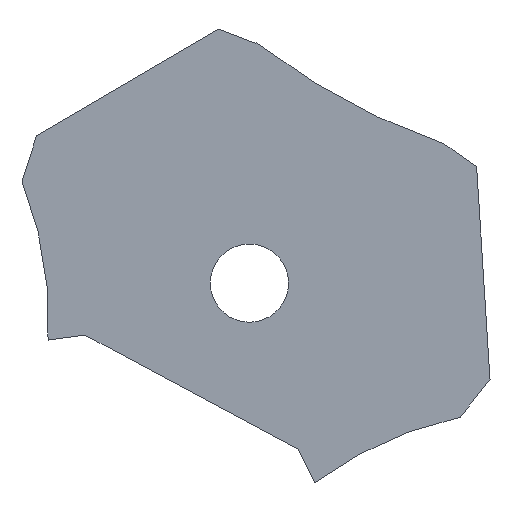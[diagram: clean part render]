
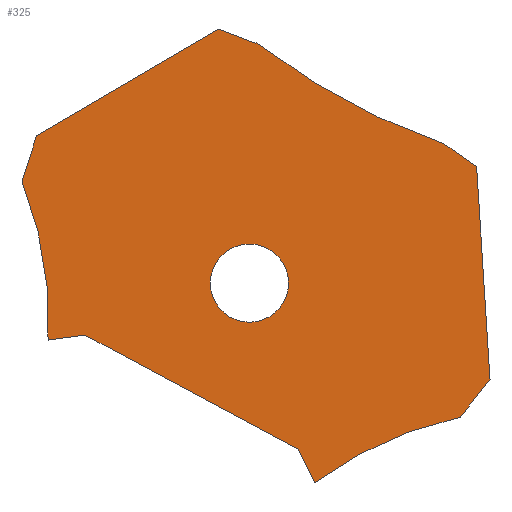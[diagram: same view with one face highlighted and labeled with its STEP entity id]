
A CAD part, front view. The second image highlights one B-rep face of the part: STEP entity #325.
In plain terms, the highlighted planar face has unit normal (0, -1, 0).
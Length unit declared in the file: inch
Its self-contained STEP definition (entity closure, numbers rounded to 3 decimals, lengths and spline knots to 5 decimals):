
#16=FACE_BOUND('',#73,.T.);
#25=PLANE('',#360);
#26=B_SPLINE_CURVE_WITH_KNOTS('',3,(#459,#460,#461,#462),.UNSPECIFIED.,
 .F.,.F.,(4,4),(3.47209,3.67182),.UNSPECIFIED.);
#28=B_SPLINE_CURVE_WITH_KNOTS('',3,(#484,#485,#486,#487),.UNSPECIFIED.,
 .F.,.F.,(4,4),(1.48603,1.68575),.UNSPECIFIED.);
#30=B_SPLINE_CURVE_WITH_KNOTS('',3,(#521,#522,#523,#524),.UNSPECIFIED.,
 .F.,.F.,(4,4),(-0.20971,0.),.UNSPECIFIED.);
#32=B_SPLINE_CURVE_WITH_KNOTS('',3,(#558,#559,#560,#561),.UNSPECIFIED.,
 .F.,.F.,(4,4),(-0.20902,-0.00659),.UNSPECIFIED.);
#54=FACE_OUTER_BOUND('',#72,.T.);
#72=EDGE_LOOP('',(#290,#291,#292,#293,#294,#295,#296,#297,#298,#299,#300,
#301,#302,#303));
#73=EDGE_LOOP('',(#304));
#78=LINE('',#471,#107);
#83=LINE('',#502,#112);
#86=LINE('',#508,#115);
#91=LINE('',#539,#120);
#94=LINE('',#545,#123);
#98=LINE('',#570,#127);
#101=LINE('',#575,#130);
#107=VECTOR('',#381,0.3937);
#112=VECTOR('',#394,0.3937);
#115=VECTOR('',#399,0.3937);
#120=VECTOR('',#412,0.3937);
#123=VECTOR('',#417,0.3937);
#127=VECTOR('',#423,0.3937);
#130=VECTOR('',#428,0.3937);
#133=CIRCLE('',#342,0.06299);
#134=CIRCLE('',#344,0.60048);
#136=CIRCLE('',#348,0.6005);
#138=CIRCLE('',#353,1.03);
#141=VERTEX_POINT('',#438);
#142=VERTEX_POINT('',#442);
#143=VERTEX_POINT('',#443);
#146=VERTEX_POINT('',#458);
#148=VERTEX_POINT('',#470);
#150=VERTEX_POINT('',#483);
#152=VERTEX_POINT('',#495);
#154=VERTEX_POINT('',#501);
#156=VERTEX_POINT('',#507);
#158=VERTEX_POINT('',#520);
#160=VERTEX_POINT('',#532);
#162=VERTEX_POINT('',#538);
#164=VERTEX_POINT('',#544);
#166=VERTEX_POINT('',#557);
#168=VERTEX_POINT('',#569);
#172=EDGE_CURVE('',#141,#141,#133,.T.);
#173=EDGE_CURVE('',#142,#143,#134,.T.);
#177=EDGE_CURVE('',#143,#146,#26,.T.);
#180=EDGE_CURVE('',#148,#146,#78,.T.);
#183=EDGE_CURVE('',#148,#150,#28,.T.);
#186=EDGE_CURVE('',#150,#152,#136,.T.);
#189=EDGE_CURVE('',#154,#152,#83,.T.);
#192=EDGE_CURVE('',#156,#154,#86,.T.);
#195=EDGE_CURVE('',#158,#156,#30,.T.);
#198=EDGE_CURVE('',#158,#160,#138,.T.);
#201=EDGE_CURVE('',#162,#160,#91,.T.);
#204=EDGE_CURVE('',#164,#162,#94,.T.);
#207=EDGE_CURVE('',#166,#164,#32,.T.);
#210=EDGE_CURVE('',#168,#166,#98,.T.);
#213=EDGE_CURVE('',#142,#168,#101,.T.);
#290=ORIENTED_EDGE('',*,*,#213,.F.);
#291=ORIENTED_EDGE('',*,*,#173,.T.);
#292=ORIENTED_EDGE('',*,*,#177,.T.);
#293=ORIENTED_EDGE('',*,*,#180,.F.);
#294=ORIENTED_EDGE('',*,*,#183,.T.);
#295=ORIENTED_EDGE('',*,*,#186,.T.);
#296=ORIENTED_EDGE('',*,*,#189,.F.);
#297=ORIENTED_EDGE('',*,*,#192,.F.);
#298=ORIENTED_EDGE('',*,*,#195,.F.);
#299=ORIENTED_EDGE('',*,*,#198,.T.);
#300=ORIENTED_EDGE('',*,*,#201,.F.);
#301=ORIENTED_EDGE('',*,*,#204,.F.);
#302=ORIENTED_EDGE('',*,*,#207,.F.);
#303=ORIENTED_EDGE('',*,*,#210,.F.);
#304=ORIENTED_EDGE('',*,*,#172,.F.);
#325=ADVANCED_FACE('',(#54,#16),#25,.F.);
#342=AXIS2_PLACEMENT_3D('',#440,#368,#369);
#344=AXIS2_PLACEMENT_3D('',#444,#372,#373);
#348=AXIS2_PLACEMENT_3D('',#496,#387,#388);
#353=AXIS2_PLACEMENT_3D('',#533,#405,#406);
#360=AXIS2_PLACEMENT_3D('',#578,#432,#433);
#368=DIRECTION('center_axis',(0.,-1.,0.));
#369=DIRECTION('ref_axis',(-1.,0.,0.));
#372=DIRECTION('center_axis',(0.,1.,0.));
#373=DIRECTION('ref_axis',(-0.347,0.,0.938));
#381=DIRECTION('',(-0.881,0.,0.472));
#387=DIRECTION('center_axis',(0.,1.,0.));
#388=DIRECTION('ref_axis',(-0.598,0.,0.802));
#394=DIRECTION('',(-0.622,0.,-0.783));
#399=DIRECTION('',(0.063,0.,-0.998));
#405=DIRECTION('center_axis',(0.,1.,0.));
#406=DIRECTION('ref_axis',(-0.322,0.,-0.947));
#412=DIRECTION('',(0.787,0.,0.616));
#417=DIRECTION('',(0.796,0.,-0.606));
#423=DIRECTION('',(0.863,0.,0.506));
#428=DIRECTION('',(0.304,0.,0.953));
#432=DIRECTION('center_axis',(0.,1.,0.));
#433=DIRECTION('ref_axis',(-1.,0.,0.));
#438=CARTESIAN_POINT('',(1.37611,3.95261,2.26272));
#440=CARTESIAN_POINT('Origin',(1.31312,3.95261,2.26272));
#442=CARTESIAN_POINT('',(0.94684,3.95261,2.42625));
#443=CARTESIAN_POINT('',(0.98882,3.95261,2.17095));
#444=CARTESIAN_POINT('Origin',(0.38922,3.95261,2.20344));
#458=CARTESIAN_POINT('',(1.04825,3.95261,2.17912));
#459=CARTESIAN_POINT('Ctrl Pts',(0.98882,3.95261,2.17095));
#460=CARTESIAN_POINT('Ctrl Pts',(1.00882,3.95261,2.17533));
#461=CARTESIAN_POINT('Ctrl Pts',(1.02883,3.95261,2.17798));
#462=CARTESIAN_POINT('Ctrl Pts',(1.04825,3.95261,2.17912));
#470=CARTESIAN_POINT('',(1.39201,3.95261,1.99487));
#471=CARTESIAN_POINT('',(1.39201,3.95261,1.99487));
#483=CARTESIAN_POINT('',(1.4181,3.95261,1.94086));
#484=CARTESIAN_POINT('Ctrl Pts',(1.39201,3.95261,1.99487));
#485=CARTESIAN_POINT('Ctrl Pts',(1.40181,3.95261,1.97807));
#486=CARTESIAN_POINT('Ctrl Pts',(1.41068,3.95261,1.95993));
#487=CARTESIAN_POINT('Ctrl Pts',(1.4181,3.95261,1.94086));
#495=CARTESIAN_POINT('',(1.65257,3.95261,2.04684));
#496=CARTESIAN_POINT('Origin',(1.77693,3.95261,1.45936));
#501=CARTESIAN_POINT('',(1.7006,3.95261,2.10729));
#502=CARTESIAN_POINT('',(1.7006,3.95261,2.10729));
#507=CARTESIAN_POINT('',(1.67902,3.95261,2.45022));
#508=CARTESIAN_POINT('',(1.67902,3.95261,2.45022));
#520=CARTESIAN_POINT('',(1.62628,3.95261,2.48735));
#521=CARTESIAN_POINT('Ctrl Pts',(1.62628,3.95261,2.48735));
#522=CARTESIAN_POINT('Ctrl Pts',(1.64394,3.95261,2.47434));
#523=CARTESIAN_POINT('Ctrl Pts',(1.66153,3.95261,2.46199));
#524=CARTESIAN_POINT('Ctrl Pts',(1.67902,3.95261,2.45022));
#532=CARTESIAN_POINT('',(1.32491,3.95261,2.6499));
#533=CARTESIAN_POINT('Origin',(1.95775,3.95261,3.46256));
#538=CARTESIAN_POINT('',(1.32314,3.95261,2.64851));
#539=CARTESIAN_POINT('',(1.32314,3.95261,2.64851));
#544=CARTESIAN_POINT('',(1.32176,3.95261,2.64956));
#545=CARTESIAN_POINT('',(1.32176,3.95261,2.64956));
#557=CARTESIAN_POINT('',(1.26348,3.95261,2.67197));
#558=CARTESIAN_POINT('Ctrl Pts',(1.26348,3.95261,2.67197));
#559=CARTESIAN_POINT('Ctrl Pts',(1.28239,3.95261,2.66425));
#560=CARTESIAN_POINT('Ctrl Pts',(1.3018,3.95261,2.65676));
#561=CARTESIAN_POINT('Ctrl Pts',(1.32176,3.95261,2.64956));
#569=CARTESIAN_POINT('',(0.97032,3.95261,2.49997));
#570=CARTESIAN_POINT('',(0.9388,3.95261,2.48148));
#575=CARTESIAN_POINT('',(0.94684,3.95261,2.42625));
#578=CARTESIAN_POINT('Origin',(1.32372,3.95261,2.30642));
